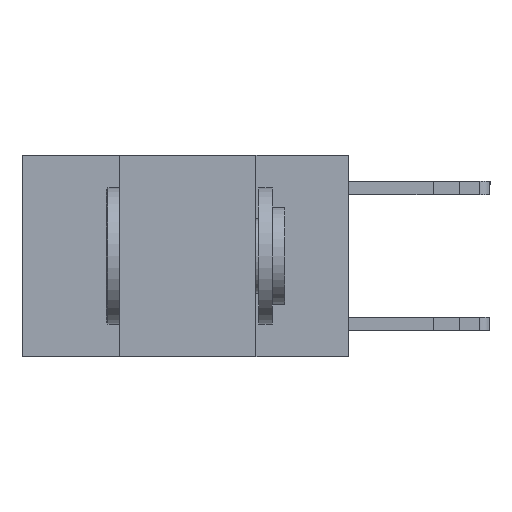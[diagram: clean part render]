
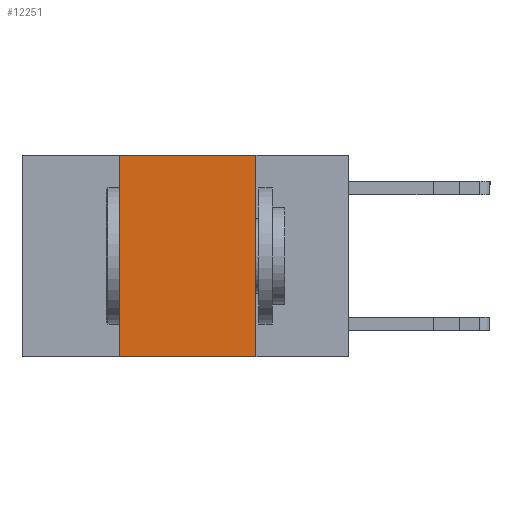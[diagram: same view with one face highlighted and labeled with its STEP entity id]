
A CAD part, left-side view. The second image highlights one B-rep face of the part: STEP entity #12251.
In plain terms, the highlighted planar face has unit normal (-1, 0, 0).
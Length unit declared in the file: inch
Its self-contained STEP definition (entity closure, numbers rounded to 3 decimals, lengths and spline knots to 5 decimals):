
#622 = CARTESIAN_POINT ( 'NONE',  ( 0., 0.42, 0. ) ) ;
#844 = CARTESIAN_POINT ( 'NONE',  ( 0., 0.17, 0. ) ) ;
#983 = EDGE_CURVE ( 'NONE', #14792, #11258, #2233, .T. ) ;
#1676 = LINE ( 'NONE', #1851, #11352 ) ;
#1814 = VECTOR ( 'NONE', #10316, 39.37008 ) ;
#1851 = CARTESIAN_POINT ( 'NONE',  ( 0., 0.17, 0. ) ) ;
#2166 = CARTESIAN_POINT ( 'NONE',  ( 0., 0.42, 0. ) ) ;
#2233 = LINE ( 'NONE', #6613, #8854 ) ;
#3034 = CARTESIAN_POINT ( 'NONE',  ( 0., 0.17, -0.37 ) ) ;
#3540 = EDGE_CURVE ( 'NONE', #9901, #9605, #8718, .T. ) ;
#3546 = VECTOR ( 'NONE', #4984, 39.37008 ) ;
#3579 = PLANE ( 'NONE',  #15038 ) ;
#3837 = DIRECTION ( 'NONE',  ( 1., 0., 0. ) ) ;
#4811 = FACE_OUTER_BOUND ( 'NONE', #7824, .T. ) ;
#4984 = DIRECTION ( 'NONE',  ( 0., 0., 1. ) ) ;
#5127 = DIRECTION ( 'NONE',  ( 0., -1., 0. ) ) ;
#6171 = EDGE_CURVE ( 'NONE', #9605, #11258, #1676, .T. ) ;
#6613 = CARTESIAN_POINT ( 'NONE',  ( 0., 0.6, -0.37 ) ) ;
#7582 = CARTESIAN_POINT ( 'NONE',  ( 0., 0.6, 0. ) ) ;
#7625 = CARTESIAN_POINT ( 'NONE',  ( 0., 0.42, -0.37 ) ) ;
#7824 = EDGE_LOOP ( 'NONE', ( #16143, #10832, #9091, #8320 ) ) ;
#8320 = ORIENTED_EDGE ( 'NONE', *, *, #983, .T. ) ;
#8718 = LINE ( 'NONE', #7582, #1814 ) ;
#8854 = VECTOR ( 'NONE', #5127, 39.37008 ) ;
#8910 = DIRECTION ( 'NONE',  ( 0., 0., -1. ) ) ;
#9091 = ORIENTED_EDGE ( 'NONE', *, *, #9667, .F. ) ;
#9605 = VERTEX_POINT ( 'NONE', #844 ) ;
#9667 = EDGE_CURVE ( 'NONE', #14792, #9901, #10059, .T. ) ;
#9901 = VERTEX_POINT ( 'NONE', #622 ) ;
#10059 = LINE ( 'NONE', #2166, #3546 ) ;
#10316 = DIRECTION ( 'NONE',  ( 0., -1., 0. ) ) ;
#10832 = ORIENTED_EDGE ( 'NONE', *, *, #3540, .F. ) ;
#11258 = VERTEX_POINT ( 'NONE', #3034 ) ;
#11352 = VECTOR ( 'NONE', #14977, 39.37008 ) ;
#11725 = CARTESIAN_POINT ( 'NONE',  ( 0., 0.6, 0. ) ) ;
#12251 = ADVANCED_FACE ( 'NONE', ( #4811 ), #3579, .F. ) ;
#14792 = VERTEX_POINT ( 'NONE', #7625 ) ;
#14977 = DIRECTION ( 'NONE',  ( 0., 0., -1. ) ) ;
#15038 = AXIS2_PLACEMENT_3D ( 'NONE', #11725, #3837, #8910 ) ;
#16143 = ORIENTED_EDGE ( 'NONE', *, *, #6171, .F. ) ;
